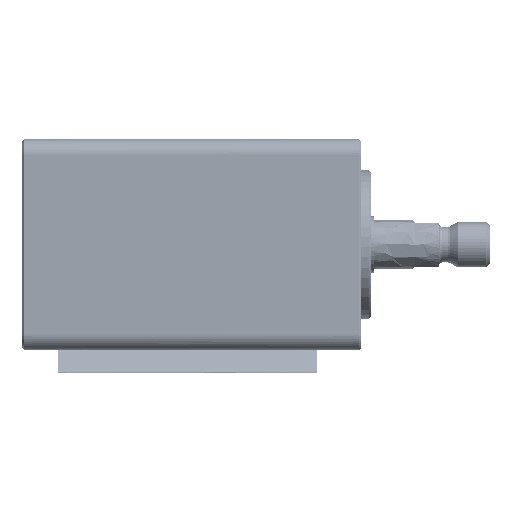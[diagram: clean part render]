
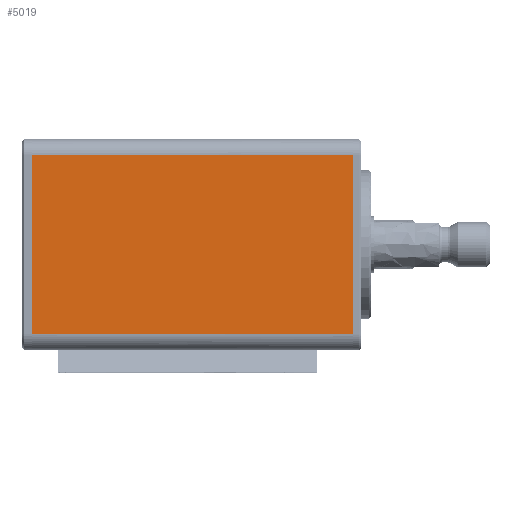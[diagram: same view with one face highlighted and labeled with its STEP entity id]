
A CAD part, left-side view. The second image highlights one B-rep face of the part: STEP entity #5019.
In plain terms, the highlighted free-form (B-spline) face has degree [1, 1] with [2, 2] control points.
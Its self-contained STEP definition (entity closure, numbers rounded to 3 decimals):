
#4735 = VERTEX_POINT('',#4736);
#4736 = CARTESIAN_POINT('',(-57.457,54.174,
    -30.097));
#4742 = EDGE_CURVE('',#4735,#4743,#4745,.T.);
#4743 = VERTEX_POINT('',#4744);
#4744 = CARTESIAN_POINT('',(-57.457,54.174,
    30.097));
#4745 = B_SPLINE_CURVE_WITH_KNOTS('',1,(#4746,#4747),.UNSPECIFIED.,.F.,
  .F.,(2,2),(-60.,-5.),.PIECEWISE_BEZIER_KNOTS.);
#4746 = CARTESIAN_POINT('',(-57.457,54.174,
    -30.097));
#4747 = CARTESIAN_POINT('',(-57.457,54.174,
    30.097));
#4951 = EDGE_CURVE('',#4952,#4954,#4956,.T.);
#4952 = VERTEX_POINT('',#4953);
#4953 = CARTESIAN_POINT('',(-57.457,-54.174,
    30.097));
#4954 = VERTEX_POINT('',#4955);
#4955 = CARTESIAN_POINT('',(-57.457,-54.174,
    -30.097));
#4956 = B_SPLINE_CURVE_WITH_KNOTS('',1,(#4957,#4958),.UNSPECIFIED.,.F.,
  .F.,(2,2),(5.,60.),.PIECEWISE_BEZIER_KNOTS.);
#4957 = CARTESIAN_POINT('',(-57.457,-54.174,
    30.097));
#4958 = CARTESIAN_POINT('',(-57.457,-54.174,
    -30.097));
#5019 = ADVANCED_FACE('',(#5020),#5034,.T.);
#5020 = FACE_BOUND('',#5021,.T.);
#5021 = EDGE_LOOP('',(#5022,#5023,#5028,#5029));
#5022 = ORIENTED_EDGE('',*,*,#4742,.F.);
#5023 = ORIENTED_EDGE('',*,*,#5024,.T.);
#5024 = EDGE_CURVE('',#4735,#4954,#5025,.T.);
#5025 = B_SPLINE_CURVE_WITH_KNOTS('',1,(#5026,#5027),.UNSPECIFIED.,.F.,
  .F.,(2,2),(-99.,-0.),.PIECEWISE_BEZIER_KNOTS.);
#5026 = CARTESIAN_POINT('',(-57.457,54.174,
    -30.097));
#5027 = CARTESIAN_POINT('',(-57.457,-54.174,
    -30.097));
#5028 = ORIENTED_EDGE('',*,*,#4951,.F.);
#5029 = ORIENTED_EDGE('',*,*,#5030,.T.);
#5030 = EDGE_CURVE('',#4952,#4743,#5031,.T.);
#5031 = B_SPLINE_CURVE_WITH_KNOTS('',1,(#5032,#5033),.UNSPECIFIED.,.F.,
  .F.,(2,2),(-99.,0.),.PIECEWISE_BEZIER_KNOTS.);
#5032 = CARTESIAN_POINT('',(-57.457,-54.174,
    30.097));
#5033 = CARTESIAN_POINT('',(-57.457,54.174,
    30.097));
#5034 = B_SPLINE_SURFACE_WITH_KNOTS('',1,1,(
    (#5035,#5036)
    ,(#5037,#5038
    )),.UNSPECIFIED.,.F.,.F.,.F.,(2,2),(2,2),(-27.5,27.5),(-49.5,49.5),
  .PIECEWISE_BEZIER_KNOTS.);
#5035 = CARTESIAN_POINT('',(-57.457,-54.174,
    -30.097));
#5036 = CARTESIAN_POINT('',(-57.457,54.174,
    -30.097));
#5037 = CARTESIAN_POINT('',(-57.457,-54.174,
    30.097));
#5038 = CARTESIAN_POINT('',(-57.457,54.174,
    30.097));
